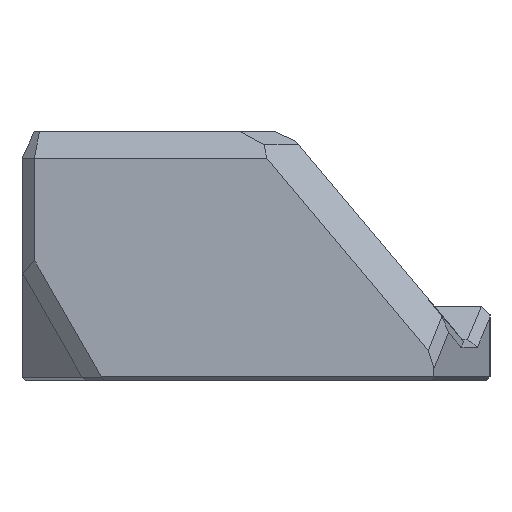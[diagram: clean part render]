
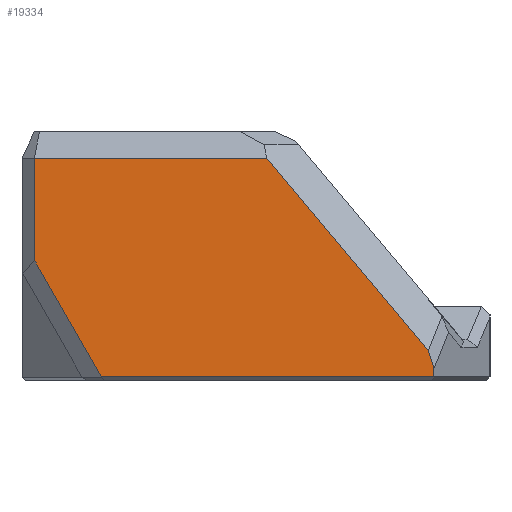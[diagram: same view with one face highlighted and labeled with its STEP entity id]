
A CAD part, left-side view. The second image highlights one B-rep face of the part: STEP entity #19334.
In plain terms, the highlighted planar face has unit normal (-1, 0, 0).
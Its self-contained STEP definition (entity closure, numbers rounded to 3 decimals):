
#2562=FACE_OUTER_BOUND('',#3681,.T.);
#3681=EDGE_LOOP('',(#14887,#14888,#14889,#14890,#14891,#14892,#14893));
#4996=LINE('',#31107,#6616);
#5013=LINE('',#31141,#6633);
#5015=LINE('',#31145,#6635);
#5016=LINE('',#31147,#6636);
#5017=LINE('',#31149,#6637);
#5018=LINE('',#31151,#6638);
#5019=LINE('',#31152,#6639);
#6616=VECTOR('',#21625,10.);
#6633=VECTOR('',#21660,10.);
#6635=VECTOR('',#21664,10.);
#6636=VECTOR('',#21665,10.);
#6637=VECTOR('',#21666,10.);
#6638=VECTOR('',#21667,10.);
#6639=VECTOR('',#21668,10.);
#8443=VERTEX_POINT('',#31104);
#8444=VERTEX_POINT('',#31106);
#8452=VERTEX_POINT('',#31140);
#8453=VERTEX_POINT('',#31144);
#8454=VERTEX_POINT('',#31146);
#8455=VERTEX_POINT('',#31148);
#8456=VERTEX_POINT('',#31150);
#10755=EDGE_CURVE('',#8443,#8444,#4996,.T.);
#10772=EDGE_CURVE('',#8444,#8452,#5013,.T.);
#10774=EDGE_CURVE('',#8443,#8453,#5015,.T.);
#10775=EDGE_CURVE('',#8454,#8453,#5016,.T.);
#10776=EDGE_CURVE('',#8455,#8454,#5017,.T.);
#10777=EDGE_CURVE('',#8456,#8455,#5018,.T.);
#10778=EDGE_CURVE('',#8452,#8456,#5019,.T.);
#14887=ORIENTED_EDGE('',*,*,#10755,.F.);
#14888=ORIENTED_EDGE('',*,*,#10774,.T.);
#14889=ORIENTED_EDGE('',*,*,#10775,.F.);
#14890=ORIENTED_EDGE('',*,*,#10776,.F.);
#14891=ORIENTED_EDGE('',*,*,#10777,.F.);
#14892=ORIENTED_EDGE('',*,*,#10778,.F.);
#14893=ORIENTED_EDGE('',*,*,#10772,.F.);
#18656=PLANE('',#20180);
#19334=ADVANCED_FACE('',(#2562),#18656,.T.);
#20180=AXIS2_PLACEMENT_3D('',#31143,#21662,#21663);
#21625=DIRECTION('',(0.,1.,0.));
#21660=DIRECTION('',(0.,0.497,0.868));
#21662=DIRECTION('center_axis',(-1.,0.,0.));
#21663=DIRECTION('ref_axis',(0.,-1.,0.));
#21664=DIRECTION('',(0.,0.,1.));
#21665=DIRECTION('',(0.,-0.297,-0.955));
#21666=DIRECTION('',(0.,-0.643,-0.766));
#21667=DIRECTION('',(0.,-1.,0.));
#21668=DIRECTION('',(0.,0.,1.));
#31104=CARTESIAN_POINT('',(-75.07,-20.,0.4));
#31106=CARTESIAN_POINT('',(-75.07,20.376,0.4));
#31107=CARTESIAN_POINT('',(-75.07,15.8,0.4));
#31140=CARTESIAN_POINT('',(-75.07,28.5,14.593));
#31141=CARTESIAN_POINT('',(-75.07,17.684,-4.302));
#31143=CARTESIAN_POINT('Origin',(-75.07,30.,0.));
#31144=CARTESIAN_POINT('',(-75.07,-20.,1.383));
#31145=CARTESIAN_POINT('',(-75.07,-20.,0.));
#31146=CARTESIAN_POINT('',(-75.07,-19.313,3.596));
#31147=CARTESIAN_POINT('',(-75.07,-17.57,9.205));
#31148=CARTESIAN_POINT('',(-75.07,0.269,26.933));
#31149=CARTESIAN_POINT('',(-75.07,-11.715,12.651));
#31150=CARTESIAN_POINT('',(-75.07,28.5,26.933));
#31151=CARTESIAN_POINT('',(-75.07,17.5,26.933));
#31152=CARTESIAN_POINT('',(-75.07,28.5,0.));
